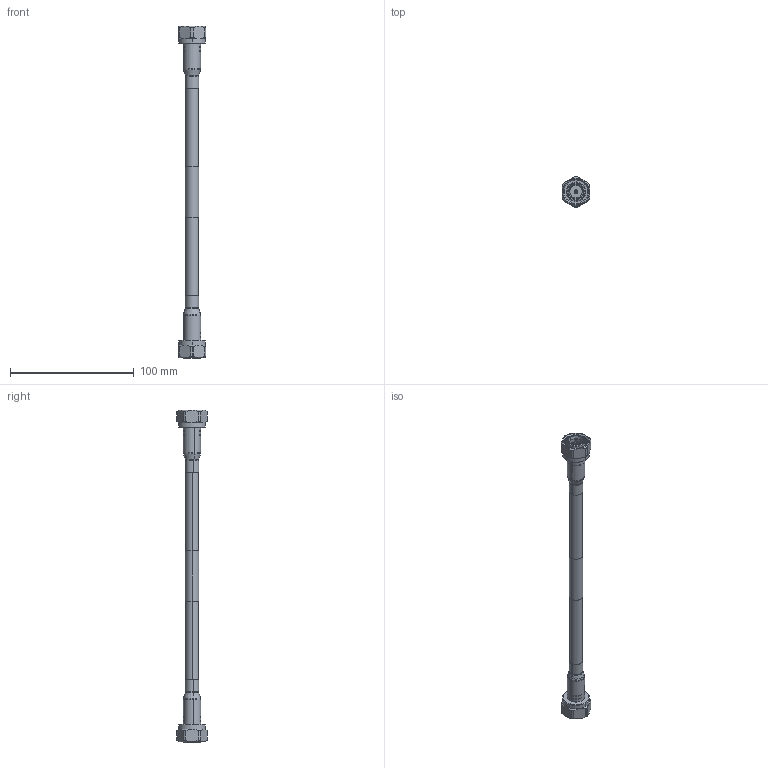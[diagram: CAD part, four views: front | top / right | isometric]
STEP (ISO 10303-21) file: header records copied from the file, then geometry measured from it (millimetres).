
FILE_DESCRIPTION (( 'STEP AP214' ), '1' );
FILE_NAME ('FMCA3194_3D.step', '2023-05-01T22:01:12', ( '' ), ( '' ), 'SwSTEP 2.0', 'SolidWorks 2022', '' );
FILE_SCHEMA (( 'AUTOMOTIVE_DESIGN' ));
Length unit declared in the file: inch
Products named in the file (8): FMCA3194_3D; TC-400-4310M-X_ferrule; TC-400-4310M-X_insulator; CA-400_TC_3; TC-400-4310M-X; LMR-400-FM_WITH LABEL; TC-400-4310M-X_body; TC-400-4310M-X_c-comtact
Assembly tree (9 placements, depth 3):
  FMCA3194_3D
    LMR-400-FM_WITH LABEL
    CA-400_TC_3  x2
    TC-400-4310M-X  x2
      TC-400-4310M-X_body
      TC-400-4310M-X_c-comtact
      TC-400-4310M-X_insulator
      TC-400-4310M-X_ferrule
Bounding box: 22 x 24.48 x 268.4 mm (x, y, z)
Volume: 29342.4 mm3; surface area: 24531.4 mm2
Topology: 11 solids, 11 shells, 402 faces, 832 edges, 478 vertices
Faces by surface type: cone 164, cylinder 144, plane 66, torus 28
Entity records: 5981 total; most frequent: DIRECTION 1087, CARTESIAN_POINT 1063, ORIENTED_EDGE 846, AXIS2_PLACEMENT_3D 461, EDGE_CURVE 423, VERTEX_POINT 245, CIRCLE 242, EDGE_LOOP 230
